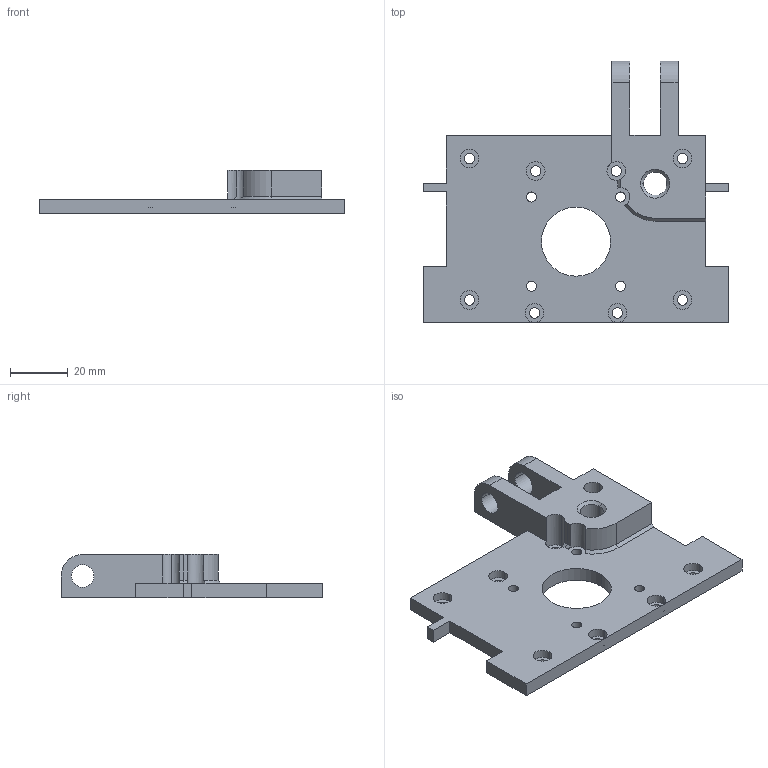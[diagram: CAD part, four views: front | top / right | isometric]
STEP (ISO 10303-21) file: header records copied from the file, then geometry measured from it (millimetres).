
FILE_DESCRIPTION (( 'STEP AP203' ), '1' );
FILE_NAME ('1Z z-axis-drive housing-cover.STEP', '2018-03-15T20:18:09', ( '' ), ( '' ), 'SwSTEP 2.0', 'SolidWorks 2017', '' );
FILE_SCHEMA (( 'CONFIG_CONTROL_DESIGN' ));
Length unit declared in the file: millimetre
Products named in the file (1): 1Z z-axis-drive housing-cover
Bounding box: 106 x 91 x 15 mm (x, y, z)
Volume: 38918.3 mm3; surface area: 18318.1 mm2
Topology: 1 solids, 1 shells, 96 faces, 257 edges, 170 vertices
Faces by surface type: cylinder 53, plane 39, cone 4
Entity records: 3184 total; most frequent: DIRECTION 560, CARTESIAN_POINT 533, ORIENTED_EDGE 514, EDGE_CURVE 257, AXIS2_PLACEMENT_3D 209, VERTEX_POINT 170, LINE 142, VECTOR 142
